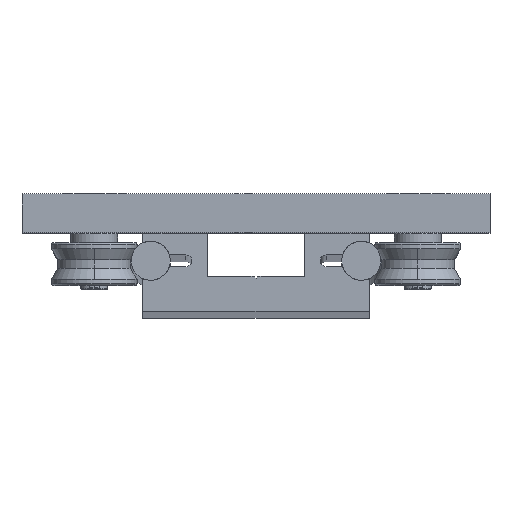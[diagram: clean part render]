
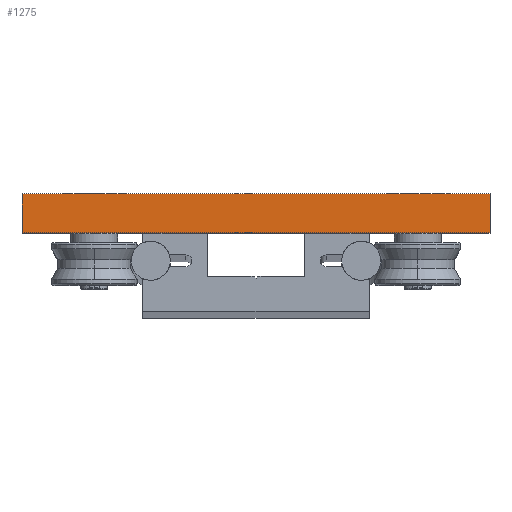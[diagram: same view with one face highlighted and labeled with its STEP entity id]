
A CAD part, top view. The second image highlights one B-rep face of the part: STEP entity #1275.
In plain terms, the highlighted planar face has unit normal (0, 0, 1).
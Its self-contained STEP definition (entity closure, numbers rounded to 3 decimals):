
#1275=ADVANCED_FACE('',(#2526),#2527,.T.);
#2526=FACE_OUTER_BOUND('',#3827,.T.);
#2527=PLANE('',#3828);
#3827=EDGE_LOOP('',(#6855,#6856,#6857,#6858));
#3828=AXIS2_PLACEMENT_3D('',#6859,#6860,#6861);
#6855=ORIENTED_EDGE('',*,*,#8320,.F.);
#6856=ORIENTED_EDGE('',*,*,#8322,.F.);
#6857=ORIENTED_EDGE('',*,*,#8323,.F.);
#6858=ORIENTED_EDGE('',*,*,#8313,.F.);
#6859=CARTESIAN_POINT('',(-60.,26.0,540.0));
#6860=DIRECTION('',(0.0,-0.0,1.0));
#6861=DIRECTION('',(0.0,1.0,0.0));
#8313=EDGE_CURVE('',#10020,#10015,#10022,.T.);
#8320=EDGE_CURVE('',#10030,#10020,#10032,.T.);
#8322=EDGE_CURVE('',#10034,#10030,#10035,.T.);
#8323=EDGE_CURVE('',#10015,#10034,#10036,.T.);
#10015=VERTEX_POINT('',#12642);
#10020=VERTEX_POINT('',#12649);
#10022=LINE('',#12652,#12653);
#10030=VERTEX_POINT('',#12664);
#10032=LINE('',#12667,#12668);
#10034=VERTEX_POINT('',#12670);
#10035=LINE('',#12671,#12672);
#10036=LINE('',#12673,#12674);
#12642=CARTESIAN_POINT('',(-60.,21.0,540.0));
#12649=CARTESIAN_POINT('',(60.,21.0,540.0));
#12652=CARTESIAN_POINT('',(60.,21.0,540.0));
#12653=VECTOR('',#14190,120.0);
#12664=CARTESIAN_POINT('',(60.,31.0,540.0));
#12667=CARTESIAN_POINT('',(60.,31.0,540.0));
#12668=VECTOR('',#14195,10.0);
#12670=CARTESIAN_POINT('',(-60.,31.0,540.0));
#12671=CARTESIAN_POINT('',(-60.,31.0,540.0));
#12672=VECTOR('',#14196,120.0);
#12673=CARTESIAN_POINT('',(-60.,21.0,540.0));
#12674=VECTOR('',#14197,10.0);
#14190=DIRECTION('',(-1.0,0.0,0.0));
#14195=DIRECTION('',(0.0,-1.0,0.0));
#14196=DIRECTION('',(1.0,0.0,0.0));
#14197=DIRECTION('',(0.0,1.0,0.0));
